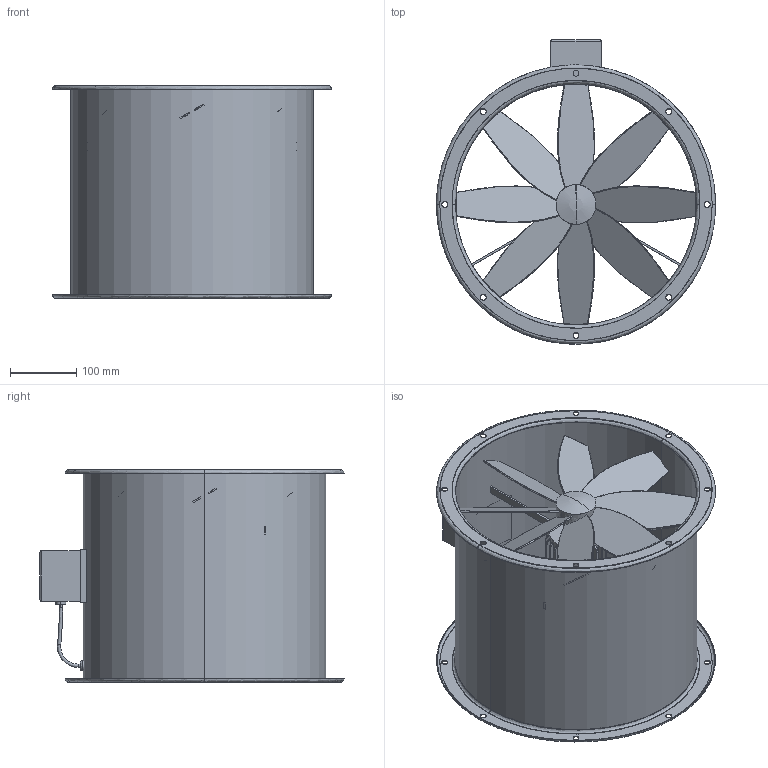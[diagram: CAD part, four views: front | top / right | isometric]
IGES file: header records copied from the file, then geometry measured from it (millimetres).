
Start section: SolidWorks IGES file using analytic representation for surfaces
Global section: file name: EZR 35-6B.igs; native system: SolidWorks 2008; preprocessor: SolidWorks 2008; author: WS-KO; date: 090629.011339; units: millimetre
Bounding box: 420 x 458 x 320 mm (x, y, z)
Surface area: 1147876.8 mm2 (no closed solid volume)
Topology: 0 solids, 0 shells, 299 faces, 5208 edges, 5205 vertices
Faces by surface type: bspline 195, revolution 104
